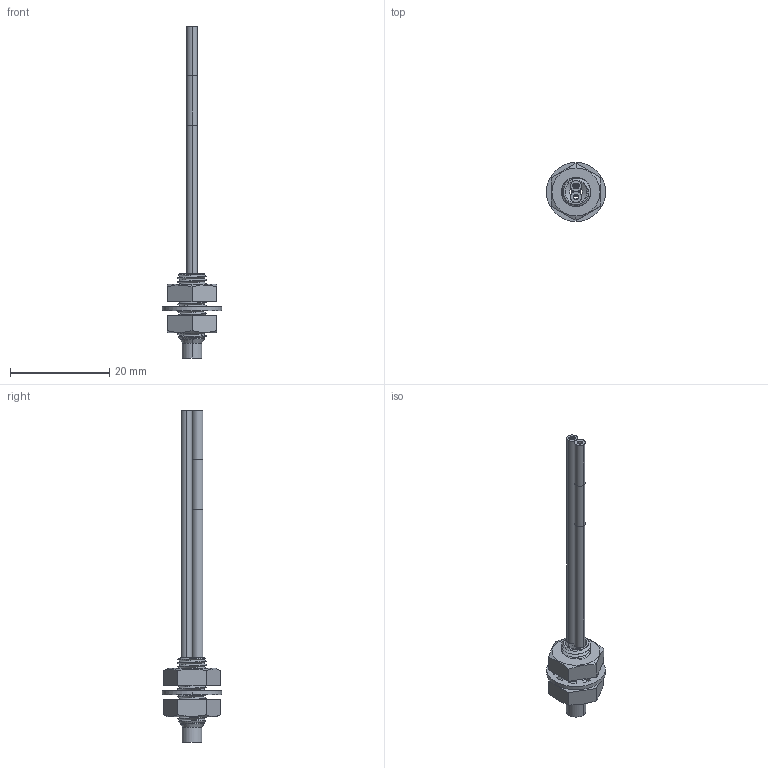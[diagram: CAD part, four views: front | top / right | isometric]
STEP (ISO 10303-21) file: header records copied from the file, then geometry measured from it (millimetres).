
FILE_DESCRIPTION((''),'2;1');
FILE_NAME('161883_ASM','2016-01-05T',('pdmadmin'),(''),'PRO/ENGINEER BY PARAMETRIC TECHNOLOGY CORPORATION, 2013230','PRO/ENGINEER BY PARAMETRIC TECHNOLOGY CORPORATION, 2013230','');
FILE_SCHEMA(('CONFIG_CONTROL_DESIGN'));
Length unit declared in the file: inch
Products named in the file (7): 13463_AF2; FIBER_CORE16X010_-25_1X_040_AF2; 10140_AF2; 10143_AF2; 08395; 08398_M6X0_75_HEX_JAM_NUT_SS_; 161883_ASM
Assembly tree (7 placements, depth 2):
  161883_ASM
    13463_AF2
    FIBER_CORE16X010_-25_1X_040_AF2
    10140_AF2
    10143_AF2
    08395
    08398_M6X0_75_HEX_JAM_NUT_SS_  x2
Bounding box: 11.92 x 11.92 x 67 mm (x, y, z)
Volume: 971 mm3; surface area: 3695.3 mm2
Topology: 30 solids, 31 shells, 355 faces, 814 edges, 519 vertices
Faces by surface type: cylinder 166, plane 113, cone 62, bspline 14
Entity records: 14060 total; most frequent: CARTESIAN_POINT 6576, DIRECTION 1594, ORIENTED_EDGE 1472, EDGE_CURVE 738, AXIS2_PLACEMENT_3D 637, VERTEX_POINT 477, EDGE_LOOP 331, VECTOR 320
